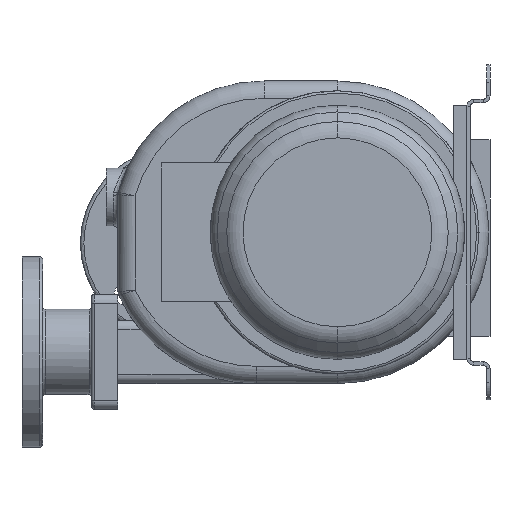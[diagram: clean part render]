
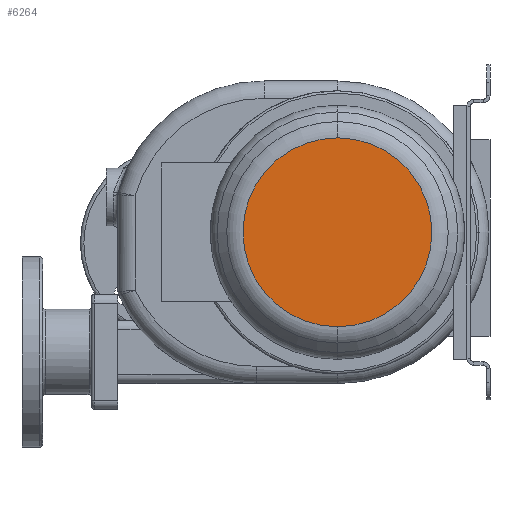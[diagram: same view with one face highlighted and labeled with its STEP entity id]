
A CAD part, left-side view. The second image highlights one B-rep face of the part: STEP entity #6264.
In plain terms, the highlighted planar face has unit normal (-1, 0, 0).
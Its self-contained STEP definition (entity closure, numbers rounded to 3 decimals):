
#1=CARTESIAN_POINT('',(0.,0.,0.));
#2=DIRECTION('',(-1.,0.,0.));
#3=DIRECTION('',(0.,0.,1.));
#4=AXIS2_PLACEMENT_3D('',#1,#2,#3);
#6=CARTESIAN_POINT('',(0.,0.,0.));
#7=DIRECTION('',(-1.,0.,0.));
#8=DIRECTION('',(0.,0.,-1.));
#9=AXIS2_PLACEMENT_3D('',#6,#7,#8);
#11=CARTESIAN_POINT('',(0.,0.,0.));
#12=DIRECTION('',(1.,0.,0.));
#13=DIRECTION('',(0.,0.,-1.));
#14=AXIS2_PLACEMENT_3D('',#11,#12,#13);
#31=CARTESIAN_POINT('',(0.,0.,0.));
#32=DIRECTION('',(1.,0.,0.));
#33=DIRECTION('',(0.,0.,1.));
#34=AXIS2_PLACEMENT_3D('',#31,#32,#33);
#5054=CARTESIAN_POINT('',(0.,-0.012,-81.716));
#5055=CARTESIAN_POINT('',(0.,0.776,-81.712));
#5056=VERTEX_POINT('',#5054);
#5057=VERTEX_POINT('',#5055);
#5058=CARTESIAN_POINT('',(0.,0.012,81.716));
#5059=VERTEX_POINT('',#5058);
#5062=CARTESIAN_POINT('',(0.,-0.776,81.712));
#5063=VERTEX_POINT('',#5062);
#6249=CARTESIAN_POINT('',(0.,0.,0.));
#6250=DIRECTION('',(1.,0.,0.));
#6251=DIRECTION('',(0.,0.,-1.));
#6252=AXIS2_PLACEMENT_3D('',#6249,#6250,#6251);
#6253=PLANE('',#6252);
#6255=ORIENTED_EDGE('',*,*,#6254,.F.);
#6257=ORIENTED_EDGE('',*,*,#6256,.T.);
#6259=ORIENTED_EDGE('',*,*,#6258,.F.);
#6261=ORIENTED_EDGE('',*,*,#6260,.T.);
#6262=EDGE_LOOP('',(#6255,#6257,#6259,#6261));
#6263=FACE_OUTER_BOUND('',#6262,.F.);
#6264=ADVANCED_FACE('',(#6263),#6253,.F.);
#5=CIRCLE('',#4,81.716);
#10=CIRCLE('',#9,81.716);
#15=CIRCLE('',#14,81.716);
#35=CIRCLE('',#34,81.716);
#6254=EDGE_CURVE('',#5059,#5057,#5,.T.);
#6256=EDGE_CURVE('',#5059,#5063,#35,.T.);
#6258=EDGE_CURVE('',#5056,#5063,#10,.T.);
#6260=EDGE_CURVE('',#5056,#5057,#15,.T.);
